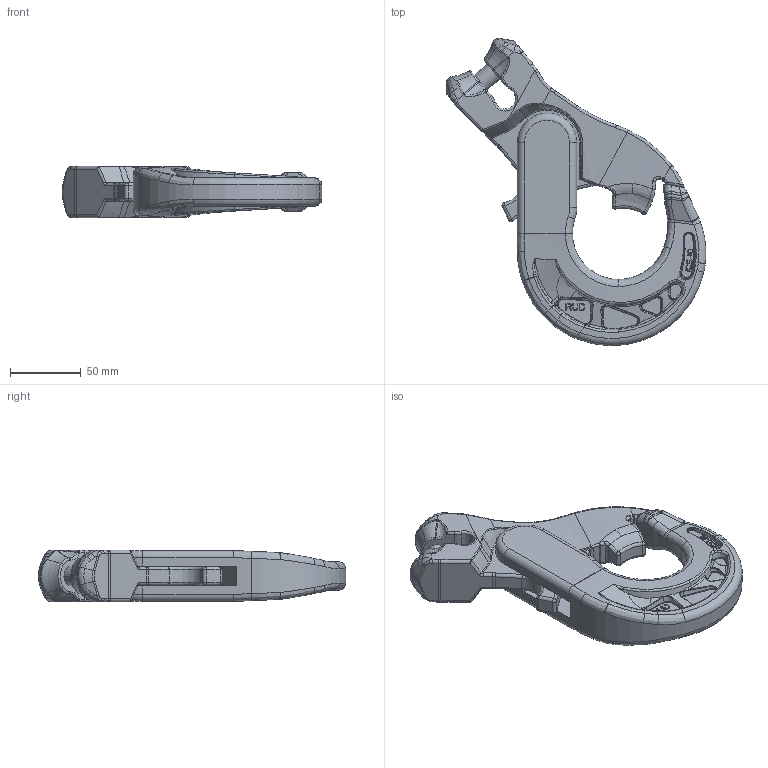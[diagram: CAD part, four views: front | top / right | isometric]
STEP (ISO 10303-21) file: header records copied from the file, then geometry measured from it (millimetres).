
FILE_DESCRIPTION((''),'2;1');
FILE_NAME('001-M34355-P-01_ASM','2019-02-06T',('anja.joas'),(''),'PRO/ENGINEER BY PARAMETRIC TECHNOLOGY CORPORATION, 2011490','PRO/ENGINEER BY PARAMETRIC TECHNOLOGY CORPORATION, 2011490','');
FILE_SCHEMA(('CONFIG_CONTROL_DESIGN'));
Products named in the file (3): 001-M33114-P-1; 001-M34355-P-001; 001-M34355-P-01_ASM
Assembly tree (2 placements, depth 2):
  001-M34355-P-01_ASM
    001-M33114-P-1
    001-M34355-P-001
Bounding box: 183.99 x 217.48 x 36.5 mm (x, y, z)
Volume: 426703.9 mm3; surface area: 74890.9 mm2
Topology: 2 solids, 2 shells, 1191 faces, 2958 edges, 1798 vertices
Faces by surface type: plane 481, bspline 399, cylinder 159, torus 94, cone 44, sphere 14
Entity records: 52564 total; most frequent: CARTESIAN_POINT 28203, ORIENTED_EDGE 5916, DIRECTION 3824, EDGE_CURVE 2958, VERTEX_POINT 1798, AXIS2_PLACEMENT_3D 1465, B_SPLINE_CURVE_WITH_KNOTS 1396, EDGE_LOOP 1222
